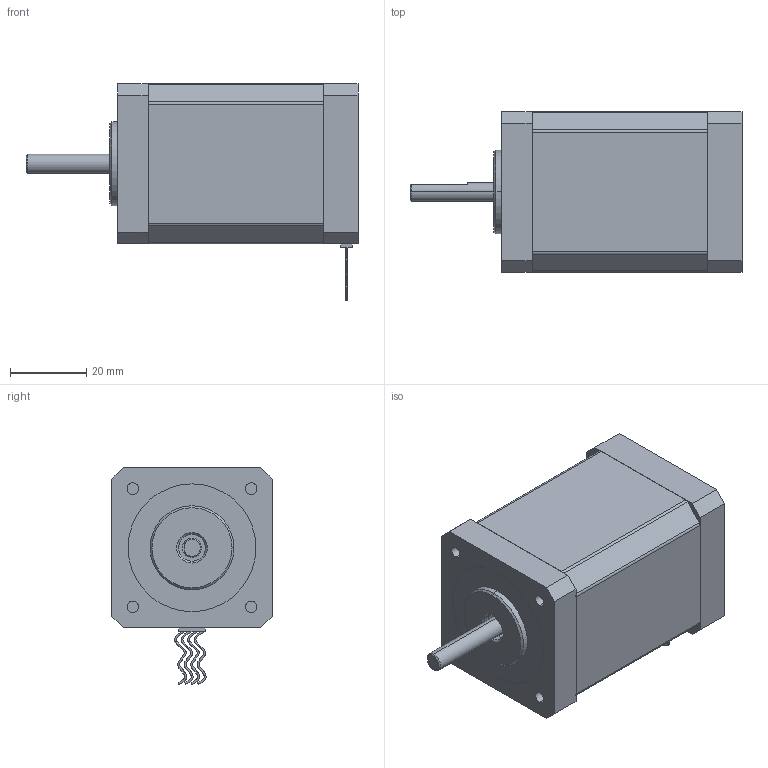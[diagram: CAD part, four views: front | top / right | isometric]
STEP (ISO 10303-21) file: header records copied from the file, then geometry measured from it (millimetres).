
FILE_DESCRIPTION (( 'STEP AP214' ), '1' );
FILE_NAME ('42HS6315A4(1M盄).STEP', '2023-02-20T02:04:02', ( 'Windows 蚚誧' ), ( 'Organization' ), 'SwSTEP 2.0', 'SolidWorks 2021', '' );
FILE_SCHEMA (( 'AUTOMOTIVE_DESIGN' ));
Length unit declared in the file: millimetre
Products named in the file (1): 42HS6315A4(1M盄)
Bounding box: 87 x 42 x 56.79 mm (x, y, z)
Volume: 109238.5 mm3; surface area: 22301.2 mm2
Topology: 5 solids, 5 shells, 200 faces, 491 edges, 322 vertices
Faces by surface type: plane 129, cylinder 46, torus 10, bspline 8, cone 7
Entity records: 8079 total; most frequent: CARTESIAN_POINT 2900, ORIENTED_EDGE 982, DIRECTION 948, EDGE_CURVE 491, AXIS2_PLACEMENT_3D 338, VERTEX_POINT 322, LINE 272, VECTOR 272
